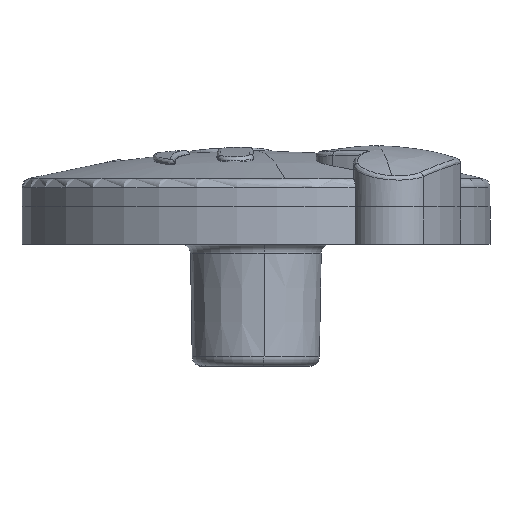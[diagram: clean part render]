
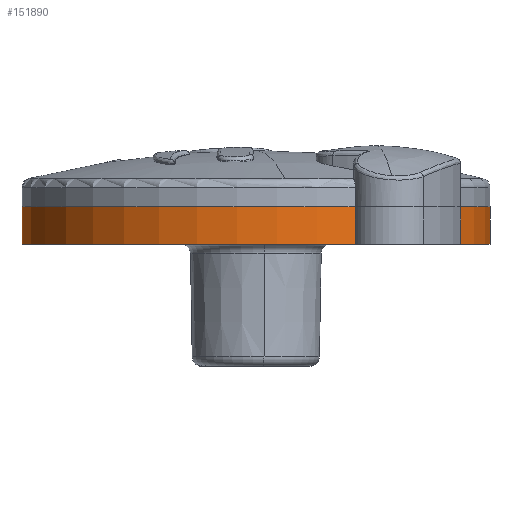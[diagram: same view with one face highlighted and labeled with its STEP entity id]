
A CAD part, left-side view. The second image highlights one B-rep face of the part: STEP entity #151890.
In plain terms, the highlighted cylindrical face has radius 25 mm (diameter 50 mm), a partial arc.
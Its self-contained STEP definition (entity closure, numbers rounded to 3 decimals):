
#149640=CARTESIAN_POINT('',(-346.371,-73.047,10.));
#149650=VERTEX_POINT('',#149640);
#149910=CARTESIAN_POINT('',(-336.736,-62.298,10.));
#149920=VERTEX_POINT('',#149910);
#149950=CARTESIAN_POINT('',(-323.73,-83.648,10.));
#149960=DIRECTION('',(0.,0.,-1.));
#149970=DIRECTION('',(1.,0.,0.));
#149980=AXIS2_PLACEMENT_3D('',#149950,#149960,#149970);
#149990=CIRCLE('',#149980,25.);
#150000=EDGE_CURVE('',#149920,#149650,#149990,.T.);
#150570=CARTESIAN_POINT('',(-323.73,-83.648,6.));
#150580=DIRECTION('',(0.,0.,-1.));
#150590=DIRECTION('',(1.,0.,0.));
#150600=AXIS2_PLACEMENT_3D('',#150570,#150580,#150590);
#150610=CIRCLE('',#150600,25.);
#150620=CARTESIAN_POINT('',(-336.736,-62.298,6.));
#150630=VERTEX_POINT('',#150620);
#150640=CARTESIAN_POINT('',(-346.371,-73.047,6.));
#150650=VERTEX_POINT('',#150640);
#150660=EDGE_CURVE('',#150630,#150650,#150610,.T.);
#151100=CARTESIAN_POINT('',(-346.371,-73.047,10.));
#151110=DIRECTION('',(0.,0.,-1.));
#151120=VECTOR('',#151110,1.);
#151130=LINE('',#151100,#151120);
#151140=EDGE_CURVE('',#149650,#150650,#151130,.T.);
#151680=CARTESIAN_POINT('',(-336.736,-62.298,10.));
#151690=DIRECTION('',(0.,0.,-1.));
#151700=VECTOR('',#151690,1.);
#151710=LINE('',#151680,#151700);
#151720=EDGE_CURVE('',#149920,#150630,#151710,.T.);
#151780=CARTESIAN_POINT('',(-323.73,-83.648,10.));
#151790=DIRECTION('',(0.,0.,1.));
#151800=DIRECTION('',(1.,0.,0.));
#151810=AXIS2_PLACEMENT_3D('',#151780,#151790,#151800);
#151820=CYLINDRICAL_SURFACE('',#151810,25.);
#151830=ORIENTED_EDGE('',*,*,#151720,.F.);
#151840=ORIENTED_EDGE('',*,*,#150660,.F.);
#151850=ORIENTED_EDGE('',*,*,#151140,.T.);
#151860=ORIENTED_EDGE('',*,*,#150000,.T.);
#151870=EDGE_LOOP('',(#151860,#151850,#151840,#151830));
#151880=FACE_OUTER_BOUND('',#151870,.T.);
#151890=ADVANCED_FACE('',(#151880),#151820,.T.);
